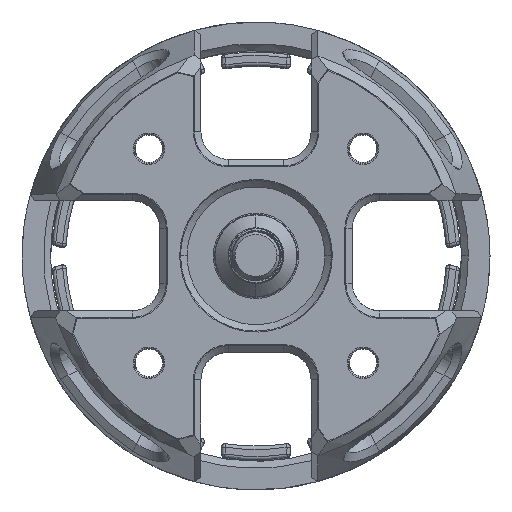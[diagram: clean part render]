
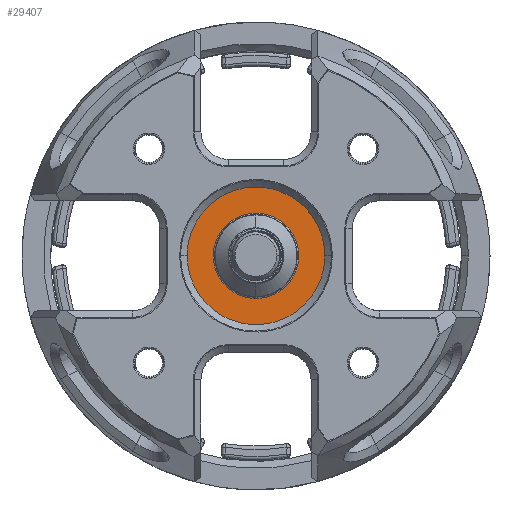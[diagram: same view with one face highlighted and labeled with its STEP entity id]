
A CAD part, top view. The second image highlights one B-rep face of the part: STEP entity #29407.
In plain terms, the highlighted free-form (B-spline) face has degree [1, 1] with [2, 2] control points.
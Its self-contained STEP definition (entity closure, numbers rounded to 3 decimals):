
#4422 = VERTEX_POINT('',#4423);
#4423 = CARTESIAN_POINT('',(4.162,0.,
    44.975));
#4429 = EDGE_CURVE('',#4422,#4430,#4432,.T.);
#4430 = VERTEX_POINT('',#4431);
#4431 = CARTESIAN_POINT('',(-4.162,0.,
    44.975));
#4432 = ( BOUNDED_CURVE() B_SPLINE_CURVE(2,(#4433,#4434,#4435,#4436,
#4437),.UNSPECIFIED.,.F.,.F.) B_SPLINE_CURVE_WITH_KNOTS((3,2,3),(0.,
1.571,3.142),.PIECEWISE_BEZIER_KNOTS.) CURVE() 
GEOMETRIC_REPRESENTATION_ITEM() RATIONAL_B_SPLINE_CURVE((1.,
0.707,1.,0.707,1.)) REPRESENTATION_ITEM('') );
#4433 = CARTESIAN_POINT('',(4.162,0.,
    44.975));
#4434 = CARTESIAN_POINT('',(4.162,-4.162,
    44.975));
#4435 = CARTESIAN_POINT('',(0.,-4.162,
    44.975));
#4436 = CARTESIAN_POINT('',(-4.162,-4.162,
    44.975));
#4437 = CARTESIAN_POINT('',(-4.162,0.,
    44.975));
#4808 = VERTEX_POINT('',#4809);
#4809 = CARTESIAN_POINT('',(6.713,0.,44.975));
#4823 = VERTEX_POINT('',#4824);
#4824 = CARTESIAN_POINT('',(-6.713,0.,
    44.975));
#4829 = EDGE_CURVE('',#4823,#4808,#4830,.T.);
#4830 = ( BOUNDED_CURVE() B_SPLINE_CURVE(2,(#4831,#4832,#4833,#4834,
#4835),.UNSPECIFIED.,.F.,.F.) B_SPLINE_CURVE_WITH_KNOTS((3,2,3),(
    3.142,4.712,6.283),
.PIECEWISE_BEZIER_KNOTS.) CURVE() GEOMETRIC_REPRESENTATION_ITEM() 
RATIONAL_B_SPLINE_CURVE((1.,0.707,1.,0.707,1.)) 
REPRESENTATION_ITEM('') );
#4831 = CARTESIAN_POINT('',(-6.713,0.,
    44.975));
#4832 = CARTESIAN_POINT('',(-6.713,-6.713,
    44.975));
#4833 = CARTESIAN_POINT('',(0.,-6.713,
    44.975));
#4834 = CARTESIAN_POINT('',(6.713,-6.713,
    44.975));
#4835 = CARTESIAN_POINT('',(6.713,0.,
    44.975));
#29407 = ADVANCED_FACE('',(#29408,#29419),#29430,.T.);
#29408 = FACE_BOUND('',#29409,.T.);
#29409 = EDGE_LOOP('',(#29410,#29411));
#29410 = ORIENTED_EDGE('',*,*,#4429,.T.);
#29411 = ORIENTED_EDGE('',*,*,#29412,.T.);
#29412 = EDGE_CURVE('',#4430,#4422,#29413,.T.);
#29413 = ( BOUNDED_CURVE() B_SPLINE_CURVE(2,(#29414,#29415,#29416,#29417
,#29418),.UNSPECIFIED.,.F.,.F.) B_SPLINE_CURVE_WITH_KNOTS((3,2,3),(
    3.142,4.712,6.283),
.PIECEWISE_BEZIER_KNOTS.) CURVE() GEOMETRIC_REPRESENTATION_ITEM() 
RATIONAL_B_SPLINE_CURVE((1.,0.707,1.,0.707,1.)) 
REPRESENTATION_ITEM('') );
#29414 = CARTESIAN_POINT('',(-4.162,0.,
    44.975));
#29415 = CARTESIAN_POINT('',(-4.162,4.162,
    44.975));
#29416 = CARTESIAN_POINT('',(0.,4.162,
    44.975));
#29417 = CARTESIAN_POINT('',(4.162,4.162,
    44.975));
#29418 = CARTESIAN_POINT('',(4.162,0.,
    44.975));
#29419 = FACE_BOUND('',#29420,.T.);
#29420 = EDGE_LOOP('',(#29421,#29429));
#29421 = ORIENTED_EDGE('',*,*,#29422,.T.);
#29422 = EDGE_CURVE('',#4808,#4823,#29423,.T.);
#29423 = ( BOUNDED_CURVE() B_SPLINE_CURVE(2,(#29424,#29425,#29426,#29427
,#29428),.UNSPECIFIED.,.F.,.F.) B_SPLINE_CURVE_WITH_KNOTS((3,2,3),(0.,
1.571,3.142),.PIECEWISE_BEZIER_KNOTS.) CURVE() 
GEOMETRIC_REPRESENTATION_ITEM() RATIONAL_B_SPLINE_CURVE((1.,
0.707,1.,0.707,1.)) REPRESENTATION_ITEM('') );
#29424 = CARTESIAN_POINT('',(6.713,0.,44.975));
#29425 = CARTESIAN_POINT('',(6.713,6.713,
    44.975));
#29426 = CARTESIAN_POINT('',(0.,6.713,
    44.975));
#29427 = CARTESIAN_POINT('',(-6.713,6.713,
    44.975));
#29428 = CARTESIAN_POINT('',(-6.713,0.,
    44.975));
#29429 = ORIENTED_EDGE('',*,*,#4829,.T.);
#29430 = B_SPLINE_SURFACE_WITH_KNOTS('',1,1,(
    (#29431,#29432)
    ,(#29433,#29434
    )),.UNSPECIFIED.,.F.,.F.,.F.,(2,2),(2,2),(-5.,5.),(-5.,5.),
  .PIECEWISE_BEZIER_KNOTS.);
#29431 = CARTESIAN_POINT('',(-6.713,-6.713,
    44.975));
#29432 = CARTESIAN_POINT('',(-6.713,6.713,
    44.975));
#29433 = CARTESIAN_POINT('',(6.713,-6.713,
    44.975));
#29434 = CARTESIAN_POINT('',(6.713,6.713,
    44.975));
